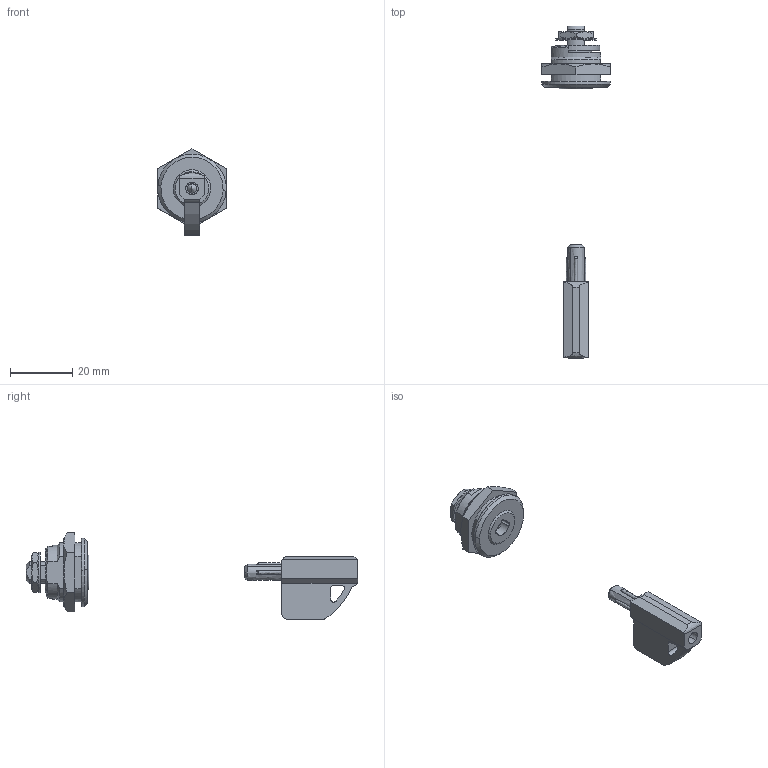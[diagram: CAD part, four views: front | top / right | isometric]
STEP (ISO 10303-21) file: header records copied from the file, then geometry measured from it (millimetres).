
FILE_DESCRIPTION((''),'2;1');
FILE_NAME('','2009-11-20T11:44:19',(''),(''),'','CADfix','');
FILE_SCHEMA(('AUTOMOTIVE_DESIGN { 1 0 10303 214 1 1 1 1 }'));
Length unit declared in the file: millimetre
Bounding box: 22 x 106.7 x 27.7 mm (x, y, z)
Volume: 6578.2 mm3; surface area: 5458.8 mm2
Topology: 6 solids, 6 shells, 157 faces, 440 edges, 301 vertices
Faces by surface type: bspline 157
Entity records: 5874 total; most frequent: CARTESIAN_POINT 3316, ORIENTED_EDGE 876, EDGE_CURVE 438, VERTEX_POINT 301, QUASI_UNIFORM_CURVE 190, EDGE_LOOP 177, FACE_OUTER_BOUND 157, ADVANCED_FACE 157
